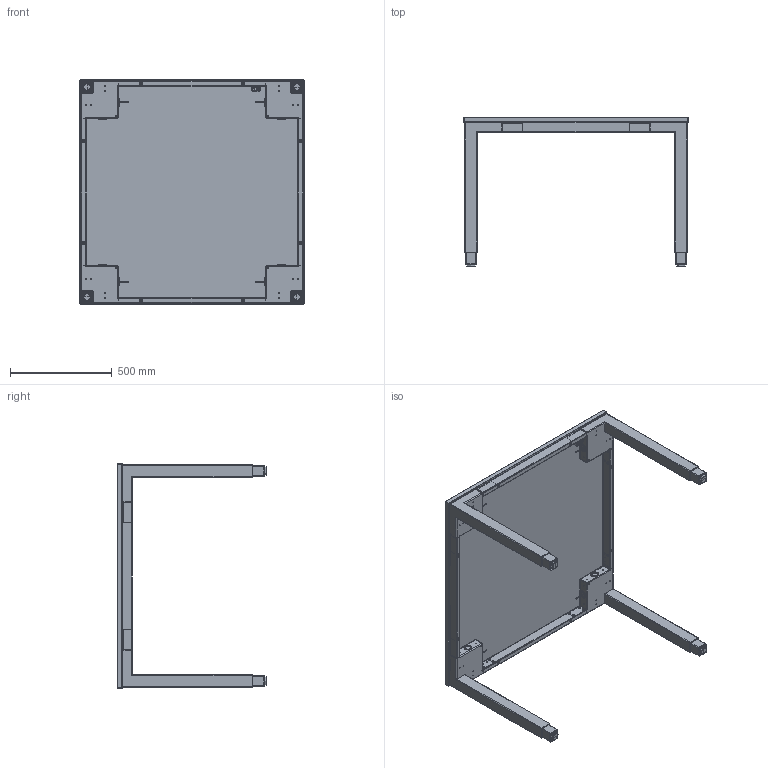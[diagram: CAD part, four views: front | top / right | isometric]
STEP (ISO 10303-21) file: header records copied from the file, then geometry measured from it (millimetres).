
FILE_DESCRIPTION (( 'STEP AP203' ), '1' );
FILE_NAME ('TETRA SQUARE 1100 - HIGH END by Swedstyle_562000XXG-1.STEP', '2021-03-11T05:43:52', ( '' ), ( '' ), 'SwSTEP 2.0', 'SolidWorks 2019', '' );
FILE_SCHEMA (( 'CONFIG_CONTROL_DESIGN' ));
Length unit declared in the file: millimetre
Products named in the file (3): Skiva - Tetra Square 1100 HIGH END; TETRA SQUARE 1100 - HIGH END by Swedstyle_562000XXG-1; Tetra Square 1100, +50mm, exkl. skiva - HIGH END
Assembly tree (2 placements, depth 2):
  TETRA SQUARE 1100 - HIGH END by Swedstyle_562000XXG-1
    Tetra Square 1100, +50mm, exkl. skiva - HIGH END
    Skiva - Tetra Square 1100 HIGH END
Bounding box: 1100 x 730.9 x 1100 mm (x, y, z)
Surface area: 4318332 mm2 (no closed solid volume)
Topology: 0 solids, 144 shells, 1023 faces, 4368 edges, 3409 vertices
Faces by surface type: cylinder 420, plane 399, torus 104, cone 52, bspline 32, sphere 16
Entity records: 49558 total; most frequent: CARTESIAN_POINT 13684, DIRECTION 7682, ORIENTED_EDGE 6075, EDGE_CURVE 4333, VERTEX_POINT 3409, AXIS2_PLACEMENT_3D 2666, VECTOR 2350, LINE 2350
